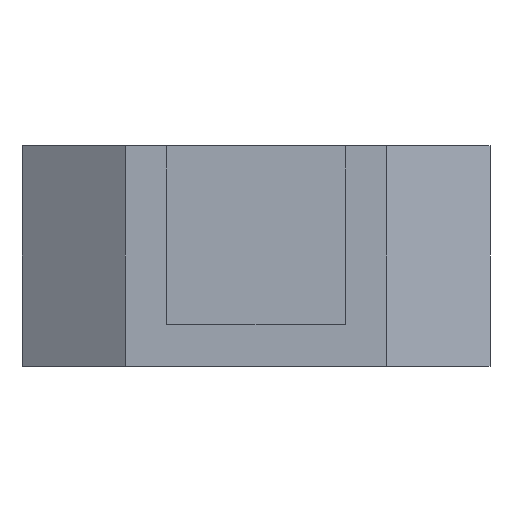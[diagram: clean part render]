
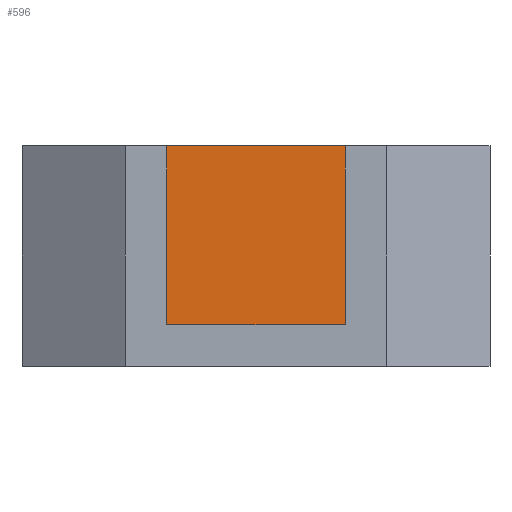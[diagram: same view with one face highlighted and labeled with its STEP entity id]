
A CAD part, front view. The second image highlights one B-rep face of the part: STEP entity #596.
In plain terms, the highlighted planar face has unit normal (0, -1, 0).
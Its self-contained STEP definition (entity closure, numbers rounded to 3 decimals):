
#77=FACE_OUTER_BOUND('',#113,.T.);
#113=EDGE_LOOP('',(#478,#479,#480,#481));
#178=LINE('',#941,#241);
#179=LINE('',#943,#242);
#180=LINE('',#945,#243);
#181=LINE('',#946,#244);
#241=VECTOR('',#773,10.);
#242=VECTOR('',#774,10.);
#243=VECTOR('',#775,10.);
#244=VECTOR('',#776,10.);
#300=VERTEX_POINT('',#939);
#301=VERTEX_POINT('',#940);
#302=VERTEX_POINT('',#942);
#303=VERTEX_POINT('',#944);
#370=EDGE_CURVE('',#300,#301,#178,.T.);
#371=EDGE_CURVE('',#301,#302,#179,.T.);
#372=EDGE_CURVE('',#303,#302,#180,.T.);
#373=EDGE_CURVE('',#300,#303,#181,.T.);
#478=ORIENTED_EDGE('',*,*,#370,.T.);
#479=ORIENTED_EDGE('',*,*,#371,.T.);
#480=ORIENTED_EDGE('',*,*,#372,.F.);
#481=ORIENTED_EDGE('',*,*,#373,.F.);
#571=PLANE('',#651);
#596=ADVANCED_FACE('',(#77),#571,.F.);
#651=AXIS2_PLACEMENT_3D('',#938,#771,#772);
#771=DIRECTION('center_axis',(0.,1.,0.));
#772=DIRECTION('ref_axis',(-1.,0.,0.));
#773=DIRECTION('',(0.,0.,1.));
#774=DIRECTION('',(-1.,0.,0.));
#775=DIRECTION('',(0.,0.,1.));
#776=DIRECTION('',(-1.,0.,0.));
#938=CARTESIAN_POINT('Origin',(-6.5,27.,8.));
#939=CARTESIAN_POINT('',(0.,27.,3.));
#940=CARTESIAN_POINT('',(0.,27.,16.));
#941=CARTESIAN_POINT('',(0.,27.,0.));
#942=CARTESIAN_POINT('',(-13.,27.,16.));
#943=CARTESIAN_POINT('',(3.,27.,16.));
#944=CARTESIAN_POINT('',(-13.,27.,3.));
#945=CARTESIAN_POINT('',(-13.,27.,0.));
#946=CARTESIAN_POINT('',(0.,27.,3.));
